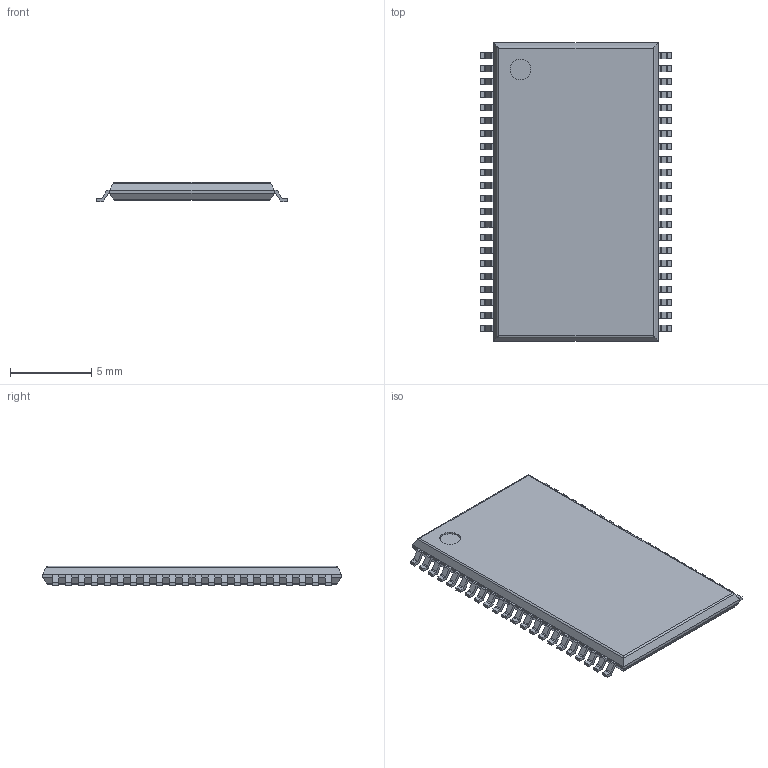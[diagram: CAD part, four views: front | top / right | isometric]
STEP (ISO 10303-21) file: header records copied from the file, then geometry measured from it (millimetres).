
FILE_DESCRIPTION(('FreeCAD Model'),'2;1');
FILE_NAME('312217.2.1.stp','2019-03-29T14:00:28',( 'Author'),(''),'Open CASCADE STEP processor 6.8','FreeCAD','Unknown' );
FILE_SCHEMA(('AUTOMOTIVE_DESIGN_CC2 { 1 2 10303 214 -1 1 5 4 }'));
Length unit declared in the file: millimetre
Products named in the file (3): ASSEMBLY; Body; PinsArrayLR
Assembly tree (2 placements, depth 2):
  ASSEMBLY
    Body
    PinsArrayLR
Bounding box: 11.76 x 18.41 x 1.2 mm (x, y, z)
Volume: 202.3 mm3; surface area: 472.8 mm2
Topology: 45 solids, 45 shells, 596 faces, 1499 edges, 994 vertices
Faces by surface type: plane 455, cylinder 141
Full cylindrical faces by diameter (mm): 1.27 x1
Entity records: 37965 total; most frequent: CARTESIAN_POINT 7100, DIRECTION 5731, LINE 3851, VECTOR 3851, ORIENTED_EDGE 2998, PCURVE 2998, DEFINITIONAL_REPRESENTATION 2998, EDGE_CURVE 1499
